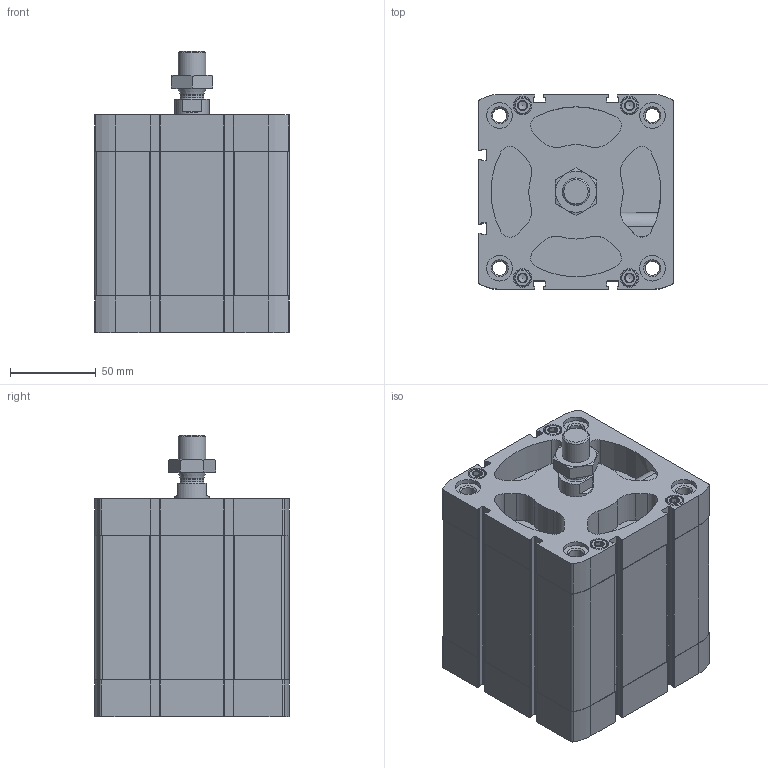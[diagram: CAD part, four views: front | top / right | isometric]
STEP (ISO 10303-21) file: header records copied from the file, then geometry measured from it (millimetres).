
FILE_DESCRIPTION(/* description */ ('STEP AP214'),/* implementation_level */ '2;1');
FILE_NAME(/* name */ '536381_ADN-100-60-A-P-A',/* time_stamp */ '2024-07-30T14:59:58+02:00',/* author */ ('License CC BY-ND 4.0'),/* organization */ ('CADENAS'),/* preprocessor_version */ 'ST-DEVELOPER v19.3',/* originating_system */ 'PARTsolutions',/* authorisation */ ' ');
FILE_SCHEMA (('AUTOMOTIVE_DESIGN {1 0 10303 214 3 1 1}'));
Length unit declared in the file: millimetre
Products named in the file (4): 536381 ADN-100-60-A-P-A---(asm_0); 536372 ADN-60-P---(Z); 536372 ADN-60-P-A_(KS); DIN-439-B - M16x1.5(F)
Assembly tree (3 placements, depth 2):
  536381 ADN-100-60-A-P-A---(asm_0)
    536372 ADN-60-P---(Z)
    536372 ADN-60-P-A_(KS)
    DIN-439-B - M16x1.5(F)
Bounding box: 113.5 x 113.5 x 164 mm (x, y, z)
Volume: 976043.2 mm3; surface area: 203409.2 mm2
Topology: 3 solids, 3 shells, 551 faces, 1430 edges, 930 vertices
Faces by surface type: plane 292, cylinder 217, cone 40, torus 2
Full cylindrical faces by diameter (mm): 8.376 x8, 8.566 x2, 9 x4, 10 x8, 10.7 x8, 12 x1, 13.5 x1, 14.376 x1, 15 x8, 16 x1, 20 x2, 100 x2
Entity records: 16494 total; most frequent: CARTESIAN_POINT 3039, DIRECTION 2884, ORIENTED_EDGE 2624, EDGE_CURVE 1312, AXIS2_PLACEMENT_3D 1081, VERTEX_POINT 908, LINE 722, VECTOR 722
